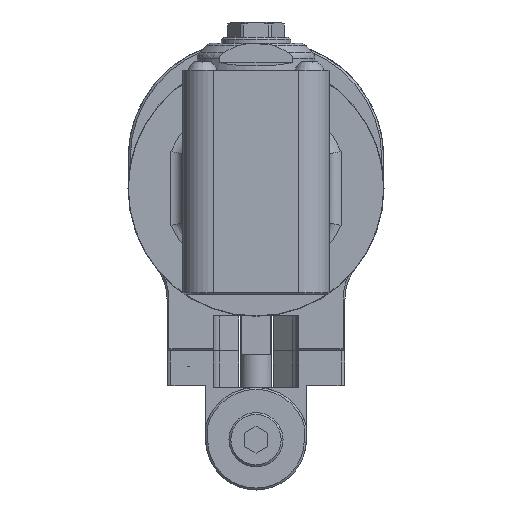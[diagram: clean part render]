
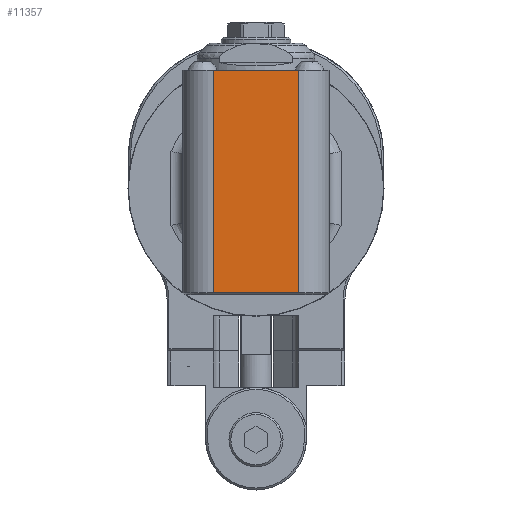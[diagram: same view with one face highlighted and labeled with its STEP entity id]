
A CAD part, front view. The second image highlights one B-rep face of the part: STEP entity #11357.
In plain terms, the highlighted face is planar.
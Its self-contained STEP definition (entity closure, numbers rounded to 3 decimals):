
#489=LINE('',#17281,#1366);
#491=LINE('',#17289,#1368);
#507=LINE('',#17366,#1384);
#508=LINE('',#17369,#1385);
#1366=VECTOR('',#13581,57.5);
#1368=VECTOR('',#13589,22.);
#1384=VECTOR('',#13643,57.5);
#1385=VECTOR('',#13648,22.);
#2571=FACE_OUTER_BOUND('',#3309,.T.);
#3309=EDGE_LOOP('',(#7717,#7718,#7719,#7720));
#4798=VERTEX_POINT('',#17278);
#4799=VERTEX_POINT('',#17280);
#4802=VERTEX_POINT('',#17288);
#4828=VERTEX_POINT('',#17365);
#5931=EDGE_CURVE('',#4799,#4798,#489,.T.);
#5935=EDGE_CURVE('',#4799,#4802,#491,.T.);
#5968=EDGE_CURVE('',#4802,#4828,#507,.T.);
#5970=EDGE_CURVE('',#4798,#4828,#508,.T.);
#7717=ORIENTED_EDGE('',*,*,#5931,.T.);
#7718=ORIENTED_EDGE('',*,*,#5970,.T.);
#7719=ORIENTED_EDGE('',*,*,#5968,.F.);
#7720=ORIENTED_EDGE('',*,*,#5935,.F.);
#10987=PLANE('',#12193);
#11357=ADVANCED_FACE('',(#2571),#10987,.F.);
#12193=AXIS2_PLACEMENT_3D('',#17368,#13646,#13647);
#13581=DIRECTION('',(0.,1.,0.));
#13589=DIRECTION('',(0.,0.,1.));
#13643=DIRECTION('',(0.,1.,0.));
#13646=DIRECTION('center_axis',(-1.,0.,0.));
#13647=DIRECTION('ref_axis',(0.,1.,0.));
#13648=DIRECTION('',(0.,0.,1.));
#17278=CARTESIAN_POINT('',(127.,27.,-11.));
#17280=CARTESIAN_POINT('',(127.,-30.5,-11.));
#17281=CARTESIAN_POINT('',(127.,-30.5,-11.));
#17288=CARTESIAN_POINT('',(127.,-30.5,11.));
#17289=CARTESIAN_POINT('',(127.,-30.5,-11.));
#17365=CARTESIAN_POINT('',(127.,27.,11.));
#17366=CARTESIAN_POINT('',(127.,-30.5,11.));
#17368=CARTESIAN_POINT('Origin',(127.,-25.,-33.3));
#17369=CARTESIAN_POINT('',(127.,27.,-11.));
